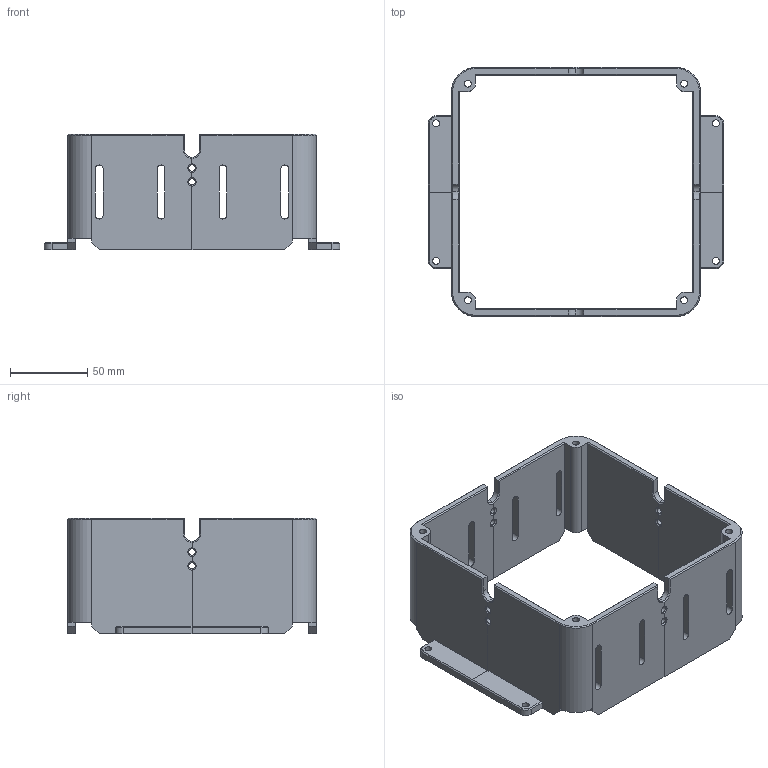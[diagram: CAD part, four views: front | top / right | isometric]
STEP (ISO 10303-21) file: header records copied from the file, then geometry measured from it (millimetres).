
FILE_DESCRIPTION(('FreeCAD Model'),'2;1');
FILE_NAME('Open CASCADE Shape Model','2023-09-21T09:48:52',('Author'),( ''),'Open CASCADE STEP processor 7.6','FreeCAD','Unknown');
FILE_SCHEMA(('AUTOMOTIVE_DESIGN { 1 0 10303 214 1 1 1 1 }'));
Length unit declared in the file: millimetre
Products named in the file (5): electronics_case_frame; Body006; Clone005 (Mirror #6); Clone010 (Mirror #8); Clone011 (Mirror #9)
Assembly tree (4 placements, depth 2):
  electronics_case_frame
    Body006
    Clone005 (Mirror #6)
    Clone010 (Mirror #8)
    Clone011 (Mirror #9)
Bounding box: 191 x 161 x 75 mm (x, y, z)
Volume: 243545.1 mm3; surface area: 107910.3 mm2
Topology: 4 solids, 4 shells, 280 faces, 748 edges, 476 vertices
Faces by surface type: plane 164, cylinder 60, cone 56
Full cylindrical faces by diameter (mm): 4.5 x8
Entity records: 8806 total; most frequent: CARTESIAN_POINT 1509, ORIENTED_EDGE 1496, DIRECTION 1494, EDGE_CURVE 748, LINE 572, VECTOR 572, VERTEX_POINT 476, AXIS2_PLACEMENT_3D 461
